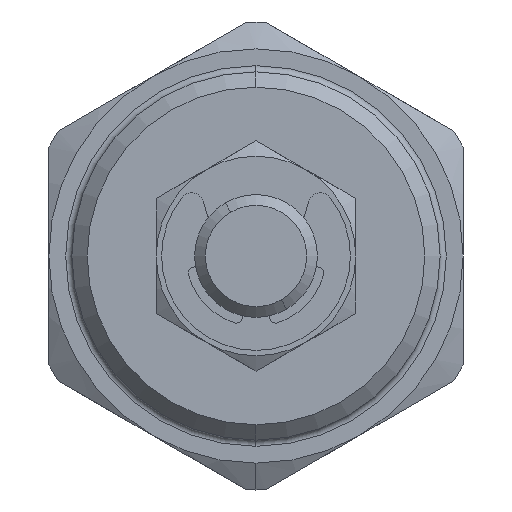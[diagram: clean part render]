
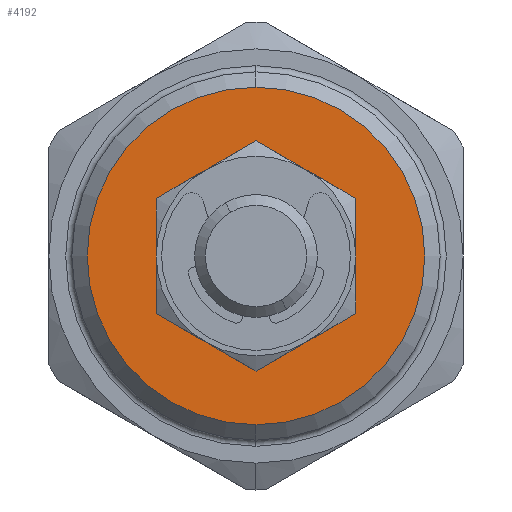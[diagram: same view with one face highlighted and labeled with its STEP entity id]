
A CAD part, left-side view. The second image highlights one B-rep face of the part: STEP entity #4192.
In plain terms, the highlighted planar face has unit normal (-1, 0, 0).
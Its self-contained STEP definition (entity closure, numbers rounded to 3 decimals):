
#13 = VERTEX_POINT ( 'NONE', #475 ) ;
#126 = AXIS2_PLACEMENT_3D ( 'NONE', #1662, #6998, #4095 ) ;
#300 = AXIS2_PLACEMENT_3D ( 'NONE', #3763, #1866, #4253 ) ;
#438 = AXIS2_PLACEMENT_3D ( 'NONE', #2867, #6138, #4769 ) ;
#475 = CARTESIAN_POINT ( 'NONE',  ( -18.3, 0., 11. ) ) ;
#477 = DIRECTION ( 'NONE',  ( 0., 0., 1. ) ) ;
#585 = PLANE ( 'NONE',  #3912 ) ;
#1303 = CARTESIAN_POINT ( 'NONE',  ( -18.3, 0., 0. ) ) ;
#1410 = CIRCLE ( 'NONE', #3377, 11. ) ;
#1530 = FACE_OUTER_BOUND ( 'NONE', #2011, .T. ) ;
#1662 = CARTESIAN_POINT ( 'NONE',  ( -18.3, 0., 0. ) ) ;
#1866 = DIRECTION ( 'NONE',  ( -1., 0., 0. ) ) ;
#2011 = EDGE_LOOP ( 'NONE', ( #3714, #5564 ) ) ;
#2379 = CIRCLE ( 'NONE', #300, 11. ) ;
#2475 = ORIENTED_EDGE ( 'NONE', *, *, #5410, .F. ) ;
#2658 = ORIENTED_EDGE ( 'NONE', *, *, #2966, .F. ) ;
#2803 = EDGE_CURVE ( 'NONE', #2921, #13, #1410, .T. ) ;
#2828 = DIRECTION ( 'NONE',  ( 1., 0., 0. ) ) ;
#2867 = CARTESIAN_POINT ( 'NONE',  ( -18.3, 0., 0. ) ) ;
#2921 = VERTEX_POINT ( 'NONE', #4163 ) ;
#2966 = EDGE_CURVE ( 'NONE', #5313, #7089, #5507, .T. ) ;
#3053 = CIRCLE ( 'NONE', #438, 6.5 ) ;
#3366 = CARTESIAN_POINT ( 'NONE',  ( -18.3, 11., 0. ) ) ;
#3377 = AXIS2_PLACEMENT_3D ( 'NONE', #1303, #3413, #477 ) ;
#3413 = DIRECTION ( 'NONE',  ( -1., 0., 0. ) ) ;
#3467 = DIRECTION ( 'NONE',  ( 0., 0., -1. ) ) ;
#3714 = ORIENTED_EDGE ( 'NONE', *, *, #2803, .T. ) ;
#3763 = CARTESIAN_POINT ( 'NONE',  ( -18.3, 0., 0. ) ) ;
#3912 = AXIS2_PLACEMENT_3D ( 'NONE', #3366, #2828, #3467 ) ;
#4095 = DIRECTION ( 'NONE',  ( 0., 0., -1. ) ) ;
#4099 = CARTESIAN_POINT ( 'NONE',  ( -18.3, 3.25, -5.629 ) ) ;
#4163 = CARTESIAN_POINT ( 'NONE',  ( -18.3, 0., -11. ) ) ;
#4192 = ADVANCED_FACE ( 'NONE', ( #6322, #1530 ), #585, .F. ) ;
#4253 = DIRECTION ( 'NONE',  ( 0., 0., 1. ) ) ;
#4769 = DIRECTION ( 'NONE',  ( 0., 0., -1. ) ) ;
#5313 = VERTEX_POINT ( 'NONE', #6561 ) ;
#5410 = EDGE_CURVE ( 'NONE', #7089, #5313, #3053, .T. ) ;
#5507 = CIRCLE ( 'NONE', #126, 6.5 ) ;
#5564 = ORIENTED_EDGE ( 'NONE', *, *, #7114, .T. ) ;
#6138 = DIRECTION ( 'NONE',  ( -1., 0., 0. ) ) ;
#6202 = EDGE_LOOP ( 'NONE', ( #2658, #2475 ) ) ;
#6322 = FACE_BOUND ( 'NONE', #6202, .T. ) ;
#6561 = CARTESIAN_POINT ( 'NONE',  ( -18.3, -3.25, 5.629 ) ) ;
#6998 = DIRECTION ( 'NONE',  ( -1., 0., 0. ) ) ;
#7089 = VERTEX_POINT ( 'NONE', #4099 ) ;
#7114 = EDGE_CURVE ( 'NONE', #13, #2921, #2379, .T. ) ;
